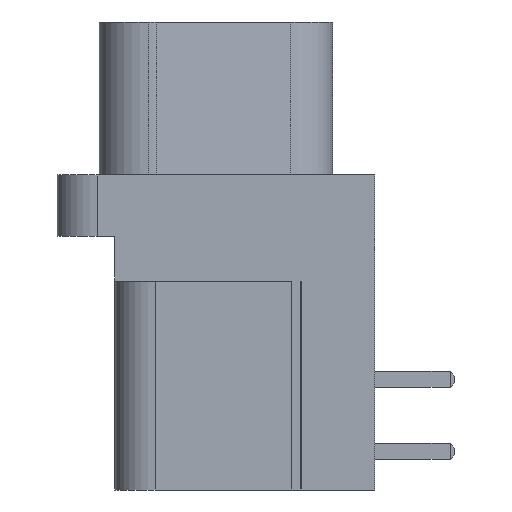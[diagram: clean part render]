
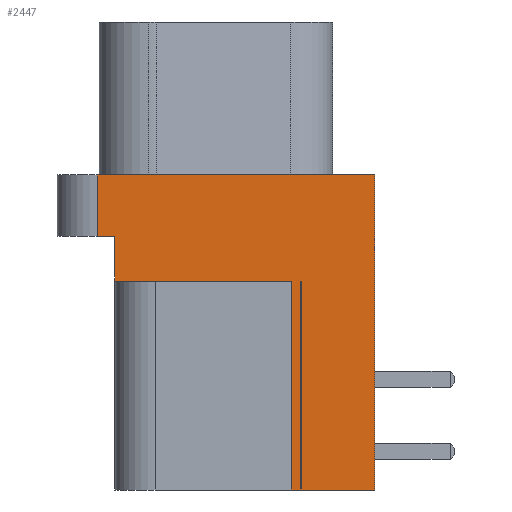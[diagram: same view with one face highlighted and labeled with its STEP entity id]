
A CAD part, left-side view. The second image highlights one B-rep face of the part: STEP entity #2447.
In plain terms, the highlighted planar face has unit normal (-1, 0, 0).
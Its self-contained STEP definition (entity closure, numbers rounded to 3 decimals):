
#2099 = VERTEX_POINT('',#2100);
#2100 = CARTESIAN_POINT('',(0.,2.921,-4.191));
#2115 = VERTEX_POINT('',#2116);
#2116 = CARTESIAN_POINT('',(0.,3.302,-4.191));
#2122 = EDGE_CURVE('',#2115,#2123,#2125,.T.);
#2123 = VERTEX_POINT('',#2124);
#2124 = CARTESIAN_POINT('',(0.,10.262,-4.191));
#2125 = LINE('',#2126,#2127);
#2126 = CARTESIAN_POINT('',(0.,10.262,-4.191));
#2127 = VECTOR('',#2128,1.);
#2128 = DIRECTION('',(0.,1.,0.));
#2156 = VERTEX_POINT('',#2157);
#2157 = CARTESIAN_POINT('',(0.,2.896,-4.191));
#2163 = EDGE_CURVE('',#2156,#2099,#2164,.T.);
#2164 = LINE('',#2165,#2166);
#2165 = CARTESIAN_POINT('',(0.,10.262,-4.191));
#2166 = VECTOR('',#2167,1.);
#2167 = DIRECTION('',(0.,1.,0.));
#2327 = VERTEX_POINT('',#2328);
#2328 = CARTESIAN_POINT('',(0.,10.96,0.));
#2335 = EDGE_CURVE('',#2327,#2336,#2338,.T.);
#2336 = VERTEX_POINT('',#2337);
#2337 = CARTESIAN_POINT('',(0.,0.,0.));
#2338 = LINE('',#2339,#2340);
#2339 = CARTESIAN_POINT('',(0.,12.548,0.));
#2340 = VECTOR('',#2341,1.);
#2341 = DIRECTION('',(0.,-1.,0.));
#2447 = ADVANCED_FACE('',(#2448),#2519,.T.);
#2448 = FACE_BOUND('',#2449,.T.);
#2449 = EDGE_LOOP('',(#2450,#2451,#2459,#2467,#2473,#2474,#2482,#2490,
    #2496,#2497,#2505,#2513));
#2450 = ORIENTED_EDGE('',*,*,#2335,.F.);
#2451 = ORIENTED_EDGE('',*,*,#2452,.T.);
#2452 = EDGE_CURVE('',#2327,#2453,#2455,.T.);
#2453 = VERTEX_POINT('',#2454);
#2454 = CARTESIAN_POINT('',(0.,10.96,-2.413));
#2455 = LINE('',#2456,#2457);
#2456 = CARTESIAN_POINT('',(0.,10.96,-12.446));
#2457 = VECTOR('',#2458,1.);
#2458 = DIRECTION('',(-0.,-0.,-1.));
#2459 = ORIENTED_EDGE('',*,*,#2460,.F.);
#2460 = EDGE_CURVE('',#2461,#2453,#2463,.T.);
#2461 = VERTEX_POINT('',#2462);
#2462 = CARTESIAN_POINT('',(0.,10.262,-2.413));
#2463 = LINE('',#2464,#2465);
#2464 = CARTESIAN_POINT('',(0.,12.548,-2.413));
#2465 = VECTOR('',#2466,1.);
#2466 = DIRECTION('',(0.,1.,0.));
#2467 = ORIENTED_EDGE('',*,*,#2468,.F.);
#2468 = EDGE_CURVE('',#2123,#2461,#2469,.T.);
#2469 = LINE('',#2470,#2471);
#2470 = CARTESIAN_POINT('',(0.,10.262,-12.446));
#2471 = VECTOR('',#2472,1.);
#2472 = DIRECTION('',(0.,0.,1.));
#2473 = ORIENTED_EDGE('',*,*,#2122,.F.);
#2474 = ORIENTED_EDGE('',*,*,#2475,.F.);
#2475 = EDGE_CURVE('',#2476,#2115,#2478,.T.);
#2476 = VERTEX_POINT('',#2477);
#2477 = CARTESIAN_POINT('',(0.,3.302,-12.446));
#2478 = LINE('',#2479,#2480);
#2479 = CARTESIAN_POINT('',(0.,3.302,-19.01));
#2480 = VECTOR('',#2481,1.);
#2481 = DIRECTION('',(0.,0.,1.));
#2482 = ORIENTED_EDGE('',*,*,#2483,.T.);
#2483 = EDGE_CURVE('',#2476,#2484,#2486,.T.);
#2484 = VERTEX_POINT('',#2485);
#2485 = CARTESIAN_POINT('',(0.,2.921,-12.446));
#2486 = LINE('',#2487,#2488);
#2487 = CARTESIAN_POINT('',(0.,3.302,-12.446));
#2488 = VECTOR('',#2489,1.);
#2489 = DIRECTION('',(0.,-1.,0.));
#2490 = ORIENTED_EDGE('',*,*,#2491,.T.);
#2491 = EDGE_CURVE('',#2484,#2099,#2492,.T.);
#2492 = LINE('',#2493,#2494);
#2493 = CARTESIAN_POINT('',(0.,2.921,-19.01));
#2494 = VECTOR('',#2495,1.);
#2495 = DIRECTION('',(0.,0.,1.));
#2496 = ORIENTED_EDGE('',*,*,#2163,.F.);
#2497 = ORIENTED_EDGE('',*,*,#2498,.T.);
#2498 = EDGE_CURVE('',#2156,#2499,#2501,.T.);
#2499 = VERTEX_POINT('',#2500);
#2500 = CARTESIAN_POINT('',(0.,2.896,-12.446));
#2501 = LINE('',#2502,#2503);
#2502 = CARTESIAN_POINT('',(0.,2.896,-4.191));
#2503 = VECTOR('',#2504,1.);
#2504 = DIRECTION('',(-0.,-0.,-1.));
#2505 = ORIENTED_EDGE('',*,*,#2506,.T.);
#2506 = EDGE_CURVE('',#2499,#2507,#2509,.T.);
#2507 = VERTEX_POINT('',#2508);
#2508 = CARTESIAN_POINT('',(0.,0.,-12.446));
#2509 = LINE('',#2510,#2511);
#2510 = CARTESIAN_POINT('',(0.,12.548,-12.446));
#2511 = VECTOR('',#2512,1.);
#2512 = DIRECTION('',(0.,-1.,0.));
#2513 = ORIENTED_EDGE('',*,*,#2514,.T.);
#2514 = EDGE_CURVE('',#2507,#2336,#2515,.T.);
#2515 = LINE('',#2516,#2517);
#2516 = CARTESIAN_POINT('',(0.,0.,-12.446));
#2517 = VECTOR('',#2518,1.);
#2518 = DIRECTION('',(0.,0.,1.));
#2519 = PLANE('',#2520);
#2520 = AXIS2_PLACEMENT_3D('',#2521,#2522,#2523);
#2521 = CARTESIAN_POINT('',(0.,12.548,-12.446));
#2522 = DIRECTION('',(-1.,0.,0.));
#2523 = DIRECTION('',(0.,-1.,0.));
